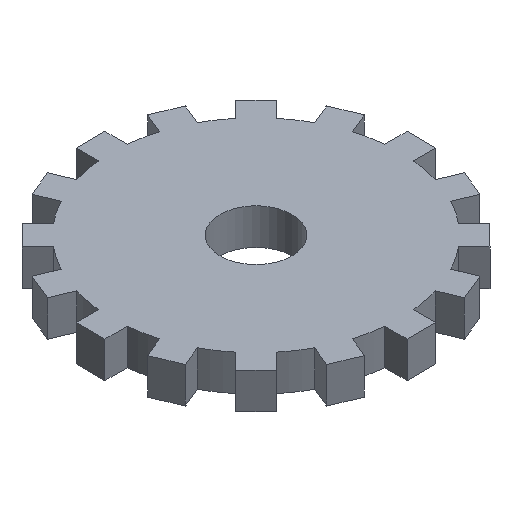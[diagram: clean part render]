
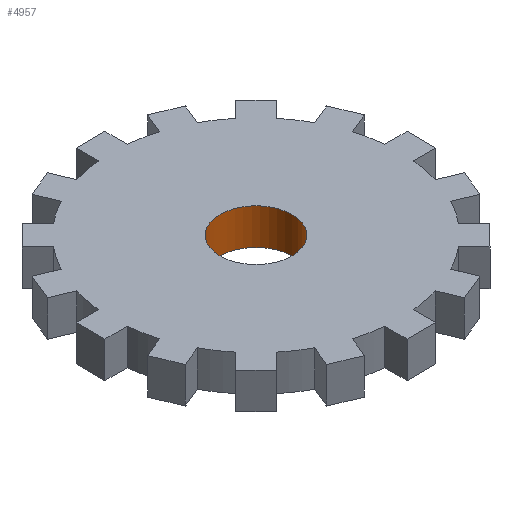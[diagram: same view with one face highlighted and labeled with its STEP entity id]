
A CAD part, isometric view. The second image highlights one B-rep face of the part: STEP entity #4957.
In plain terms, the highlighted cylindrical face has radius 5 mm (diameter 10 mm), a full revolution.
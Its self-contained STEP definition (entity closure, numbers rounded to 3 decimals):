
#32 = PLANE('',#33);
#33 = AXIS2_PLACEMENT_3D('',#34,#35,#36);
#34 = CARTESIAN_POINT('',(0.,0.,0.));
#35 = DIRECTION('',(0.,0.,1.));
#36 = DIRECTION('',(1.,0.,-0.));
#1836 = EDGE_CURVE('',#1837,#1837,#1839,.T.);
#1837 = VERTEX_POINT('',#1838);
#1838 = CARTESIAN_POINT('',(5.,0.,0.));
#1839 = SURFACE_CURVE('',#1840,(#1845,#1852),.PCURVE_S1.);
#1840 = CIRCLE('',#1841,5.);
#1841 = AXIS2_PLACEMENT_3D('',#1842,#1843,#1844);
#1842 = CARTESIAN_POINT('',(0.,0.,0.)
  );
#1843 = DIRECTION('',(0.,0.,1.));
#1844 = DIRECTION('',(1.,0.,-0.));
#1845 = PCURVE('',#32,#1846);
#1846 = DEFINITIONAL_REPRESENTATION('',(#1847),#1851);
#1847 = CIRCLE('',#1848,5.);
#1848 = AXIS2_PLACEMENT_2D('',#1849,#1850);
#1849 = CARTESIAN_POINT('',(0.,0.));
#1850 = DIRECTION('',(1.,0.));
#1851 = ( GEOMETRIC_REPRESENTATION_CONTEXT(2) 
PARAMETRIC_REPRESENTATION_CONTEXT() REPRESENTATION_CONTEXT('2D SPACE',''
  ) );
#1852 = PCURVE('',#1853,#1858);
#1853 = CYLINDRICAL_SURFACE('',#1854,5.);
#1854 = AXIS2_PLACEMENT_3D('',#1855,#1856,#1857);
#1855 = CARTESIAN_POINT('',(0.,0.,-41.));
#1856 = DIRECTION('',(-0.,-0.,-1.));
#1857 = DIRECTION('',(1.,0.,0.));
#1858 = DEFINITIONAL_REPRESENTATION('',(#1859),#1863);
#1859 = LINE('',#1860,#1861);
#1860 = CARTESIAN_POINT('',(-0.,-41.));
#1861 = VECTOR('',#1862,1.);
#1862 = DIRECTION('',(-1.,-0.));
#1863 = ( GEOMETRIC_REPRESENTATION_CONTEXT(2) 
PARAMETRIC_REPRESENTATION_CONTEXT() REPRESENTATION_CONTEXT('2D SPACE',''
  ) );
#1907 = PLANE('',#1908);
#1908 = AXIS2_PLACEMENT_3D('',#1909,#1910,#1911);
#1909 = CARTESIAN_POINT('',(20.,0.,5.));
#1910 = DIRECTION('',(0.,0.,1.));
#1911 = DIRECTION('',(1.,0.,-0.));
#4957 = ADVANCED_FACE('',(#4958),#1853,.F.);
#4958 = FACE_BOUND('',#4959,.T.);
#4959 = EDGE_LOOP('',(#4960,#4961,#4984,#5006));
#4960 = ORIENTED_EDGE('',*,*,#1836,.F.);
#4961 = ORIENTED_EDGE('',*,*,#4962,.T.);
#4962 = EDGE_CURVE('',#1837,#4963,#4965,.T.);
#4963 = VERTEX_POINT('',#4964);
#4964 = CARTESIAN_POINT('',(5.,0.,5.));
#4965 = SEAM_CURVE('',#4966,(#4970,#4977),.PCURVE_S1.);
#4966 = LINE('',#4967,#4968);
#4967 = CARTESIAN_POINT('',(5.,0.,-41.));
#4968 = VECTOR('',#4969,1.);
#4969 = DIRECTION('',(0.,0.,1.));
#4970 = PCURVE('',#1853,#4971);
#4971 = DEFINITIONAL_REPRESENTATION('',(#4972),#4976);
#4972 = LINE('',#4973,#4974);
#4973 = CARTESIAN_POINT('',(-0.,0.));
#4974 = VECTOR('',#4975,1.);
#4975 = DIRECTION('',(-0.,-1.));
#4976 = ( GEOMETRIC_REPRESENTATION_CONTEXT(2) 
PARAMETRIC_REPRESENTATION_CONTEXT() REPRESENTATION_CONTEXT('2D SPACE',''
  ) );
#4977 = PCURVE('',#1853,#4978);
#4978 = DEFINITIONAL_REPRESENTATION('',(#4979),#4983);
#4979 = LINE('',#4980,#4981);
#4980 = CARTESIAN_POINT('',(-6.283,0.));
#4981 = VECTOR('',#4982,1.);
#4982 = DIRECTION('',(-0.,-1.));
#4983 = ( GEOMETRIC_REPRESENTATION_CONTEXT(2) 
PARAMETRIC_REPRESENTATION_CONTEXT() REPRESENTATION_CONTEXT('2D SPACE',''
  ) );
#4984 = ORIENTED_EDGE('',*,*,#4985,.T.);
#4985 = EDGE_CURVE('',#4963,#4963,#4986,.T.);
#4986 = SURFACE_CURVE('',#4987,(#4992,#4999),.PCURVE_S1.);
#4987 = CIRCLE('',#4988,5.);
#4988 = AXIS2_PLACEMENT_3D('',#4989,#4990,#4991);
#4989 = CARTESIAN_POINT('',(0.,0.,5.)
  );
#4990 = DIRECTION('',(0.,0.,1.));
#4991 = DIRECTION('',(1.,0.,-0.));
#4992 = PCURVE('',#1853,#4993);
#4993 = DEFINITIONAL_REPRESENTATION('',(#4994),#4998);
#4994 = LINE('',#4995,#4996);
#4995 = CARTESIAN_POINT('',(-0.,-46.));
#4996 = VECTOR('',#4997,1.);
#4997 = DIRECTION('',(-1.,-0.));
#4998 = ( GEOMETRIC_REPRESENTATION_CONTEXT(2) 
PARAMETRIC_REPRESENTATION_CONTEXT() REPRESENTATION_CONTEXT('2D SPACE',''
  ) );
#4999 = PCURVE('',#1907,#5000);
#5000 = DEFINITIONAL_REPRESENTATION('',(#5001),#5005);
#5001 = CIRCLE('',#5002,5.);
#5002 = AXIS2_PLACEMENT_2D('',#5003,#5004);
#5003 = CARTESIAN_POINT('',(-20.,0.));
#5004 = DIRECTION('',(1.,0.));
#5005 = ( GEOMETRIC_REPRESENTATION_CONTEXT(2) 
PARAMETRIC_REPRESENTATION_CONTEXT() REPRESENTATION_CONTEXT('2D SPACE',''
  ) );
#5006 = ORIENTED_EDGE('',*,*,#4962,.F.);
